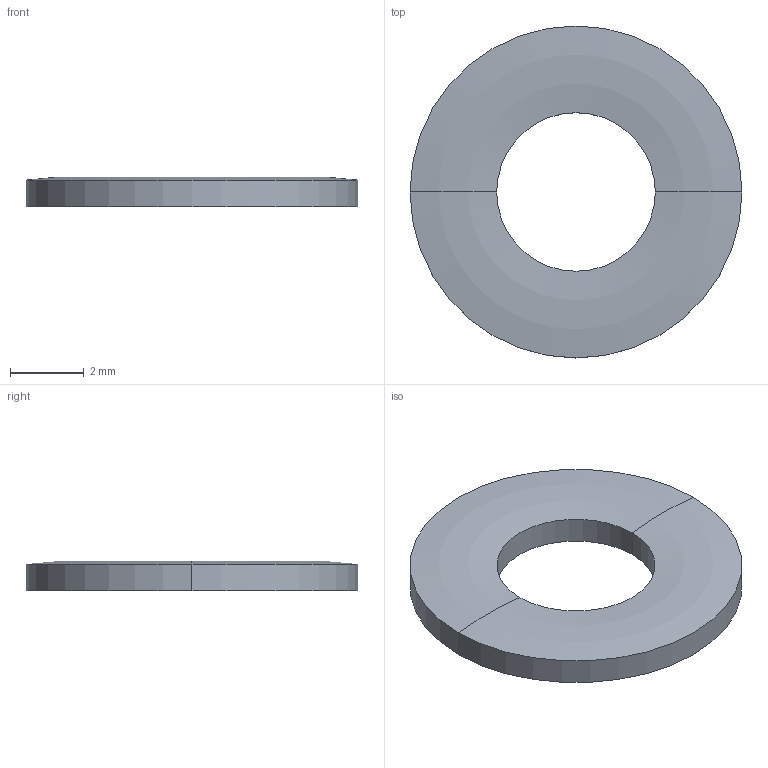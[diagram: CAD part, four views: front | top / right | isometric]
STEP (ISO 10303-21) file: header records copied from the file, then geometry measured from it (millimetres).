
FILE_DESCRIPTION (( 'STEP AP203' ), '1' );
FILE_NAME ('98269A430_Black-Oxide 18-8 Stainless Steel Washer.STEP', '2022-12-28T17:35:45', ( 'Administrator' ), ( 'Managed by Terraform' ), 'SwSTEP 2.0', 'SolidWorks 2017', '' );
FILE_SCHEMA (( 'CONFIG_CONTROL_DESIGN' ));
Length unit declared in the file: millimetre
Products named in the file (1): 98269A430_Black-Oxide 18-8 Stainless Steel Washer
Bounding box: 9 x 9 x 0.79 mm (x, y, z)
Volume: 38 mm3; surface area: 128.4 mm2
Topology: 1 solids, 1 shells, 7 faces, 14 edges, 8 vertices
Faces by surface type: cylinder 4, torus 2, plane 1
Entity records: 267 total; most frequent: DIRECTION 40, CARTESIAN_POINT 30, ORIENTED_EDGE 28, AXIS2_PLACEMENT_3D 18, EDGE_CURVE 14, CIRCLE 10, PERSON_AND_ORGANIZATION 8, VERTEX_POINT 8
